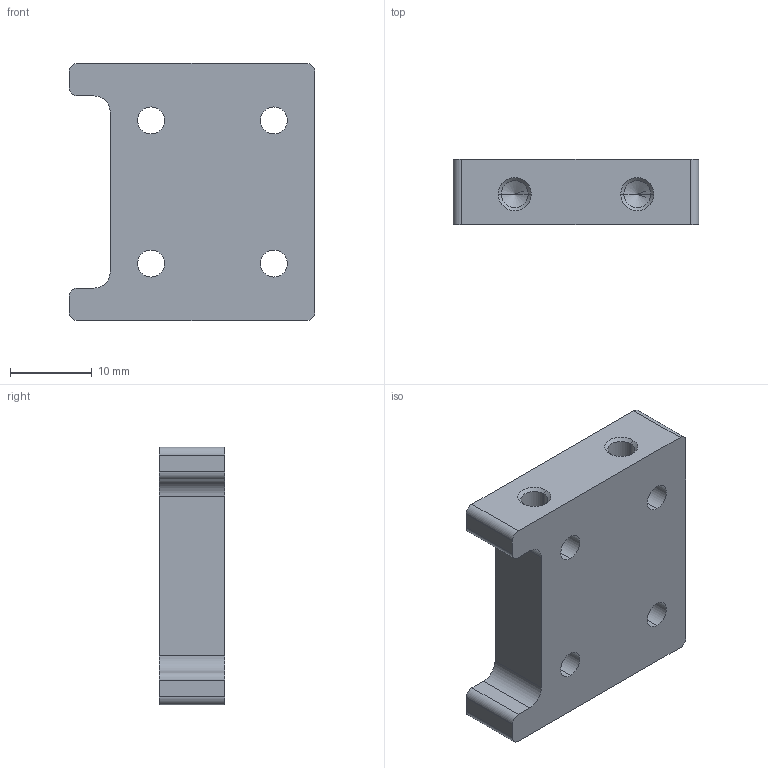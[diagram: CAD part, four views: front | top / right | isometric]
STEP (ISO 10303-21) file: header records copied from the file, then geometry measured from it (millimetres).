
FILE_DESCRIPTION (( 'STEP AP203' ), '1' );
FILE_NAME ('TIT-037-A-Chassis-roue-libre.STEP', '2022-05-25T11:47:42', ( '' ), ( '' ), 'SwSTEP 2.0', 'SolidWorks 2016', '' );
FILE_SCHEMA (( 'CONFIG_CONTROL_DESIGN' ));
Length unit declared in the file: millimetre
Products named in the file (1): TIT-037-A-Chassis-roue-libre
Bounding box: 30 x 8 x 31.5 mm (x, y, z)
Volume: 6213 mm3; surface area: 3088.4 mm2
Topology: 1 solids, 1 shells, 54 faces, 136 edges, 80 vertices
Faces by surface type: cylinder 24, cone 20, plane 10
Entity records: 1657 total; most frequent: DIRECTION 298, CARTESIAN_POINT 263, ORIENTED_EDGE 256, EDGE_CURVE 128, AXIS2_PLACEMENT_3D 115, VERTEX_POINT 80, LINE 68, VECTOR 68
